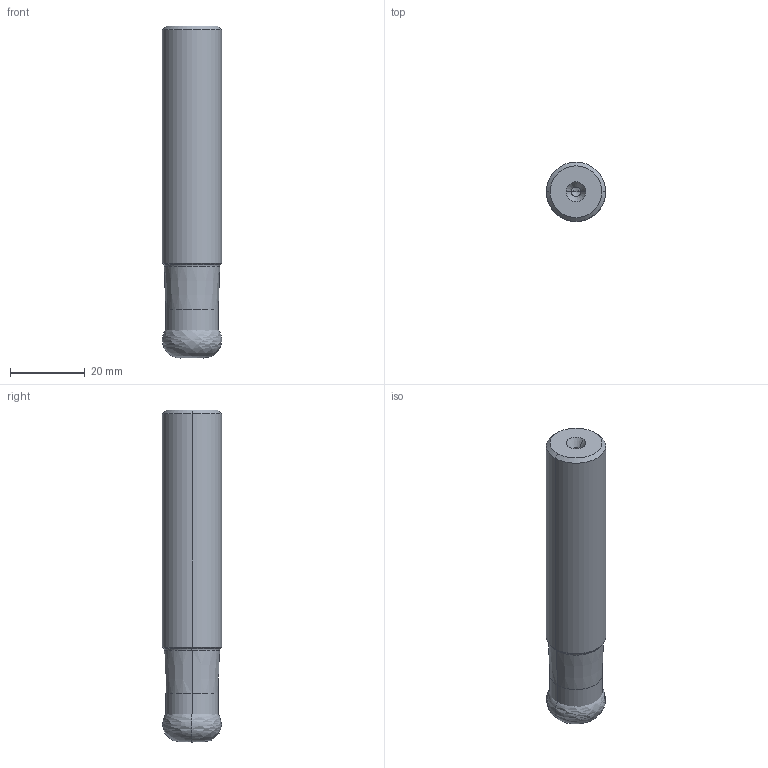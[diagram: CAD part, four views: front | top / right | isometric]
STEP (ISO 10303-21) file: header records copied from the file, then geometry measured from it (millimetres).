
FILE_DESCRIPTION(/* description */ (''),/* implementation_level */ '2;1');
FILE_NAME(/* name */ 'BRP4UNR101W10_ID0_375.stp',/* time_stamp */ '2017-10-10T12:57:55+09:00',/* author */ (''),/* organization */ (''),/* preprocessor_version */ 'ST-DEVELOPER v16',/* originating_system */ 'SIEMENS PLM Software NX 10.0',/* authorisation */ '');
FILE_SCHEMA (('AUTOMOTIVE_DESIGN { 1 0 10303 214 3 1 1 1 }'));
Length unit declared in the file: millimetre
Products named in the file (1): BRP4UNR101W10_ID0_375_ASM
Bounding box: 15.88 x 15.88 x 88.89 mm (x, y, z)
Volume: 17714.4 mm3; surface area: 5221.6 mm2
Topology: 2 solids, 2 shells, 24 faces, 58 edges, 33 vertices
Faces by surface type: cone 10, cylinder 6, bspline 4, plane 2, torus 2
Entity records: 922 total; most frequent: CARTESIAN_POINT 270, DIRECTION 150, ORIENTED_EDGE 104, AXIS2_PLACEMENT_3D 67, EDGE_CURVE 52, CIRCLE 36, VERTEX_POINT 33, EDGE_LOOP 25
